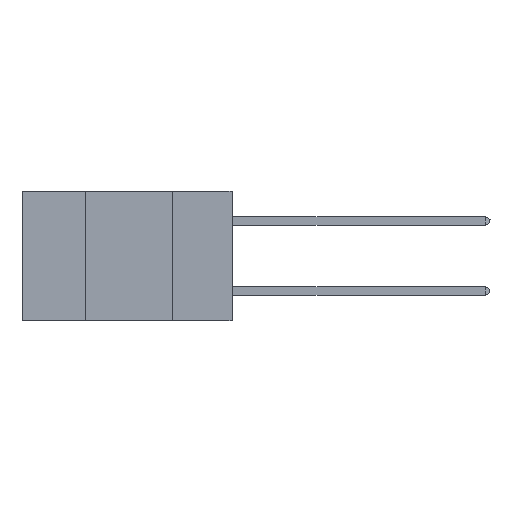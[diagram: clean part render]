
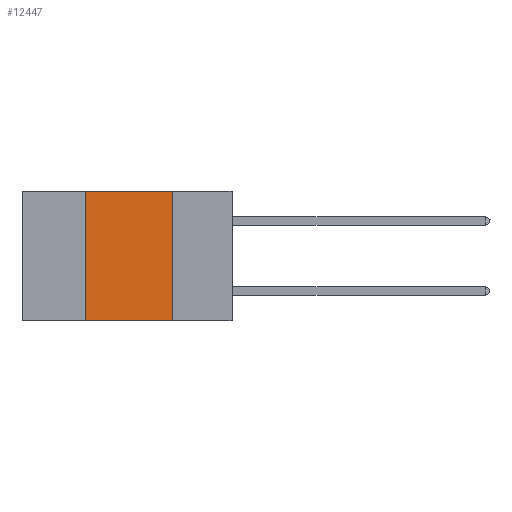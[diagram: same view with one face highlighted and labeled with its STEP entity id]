
A CAD part, left-side view. The second image highlights one B-rep face of the part: STEP entity #12447.
In plain terms, the highlighted planar face has unit normal (-1, 0, 0).
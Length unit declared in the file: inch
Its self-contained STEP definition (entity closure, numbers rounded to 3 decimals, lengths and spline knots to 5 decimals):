
#130 = EDGE_CURVE ( 'NONE', #20345, #18738, #16877, .T. ) ;
#816 = ORIENTED_EDGE ( 'NONE', *, *, #12342, .T. ) ;
#1099 = CARTESIAN_POINT ( 'NONE',  ( 0., 0.6, -0.37 ) ) ;
#1113 = CARTESIAN_POINT ( 'NONE',  ( 0., 0.17, 0. ) ) ;
#2113 = FACE_OUTER_BOUND ( 'NONE', #6285, .T. ) ;
#2388 = VECTOR ( 'NONE', #10993, 39.37008 ) ;
#3161 = CARTESIAN_POINT ( 'NONE',  ( 0., 0.42, 0. ) ) ;
#4198 = VERTEX_POINT ( 'NONE', #9751 ) ;
#4690 = DIRECTION ( 'NONE',  ( 1., 0., 0. ) ) ;
#4751 = ORIENTED_EDGE ( 'NONE', *, *, #15657, .F. ) ;
#4882 = CARTESIAN_POINT ( 'NONE',  ( 0., 0.17, -0.37 ) ) ;
#5899 = CARTESIAN_POINT ( 'NONE',  ( 0., 0.17, 0. ) ) ;
#6099 = AXIS2_PLACEMENT_3D ( 'NONE', #14561, #4690, #16197 ) ;
#6230 = VECTOR ( 'NONE', #6255, 39.37008 ) ;
#6255 = DIRECTION ( 'NONE',  ( 0., -1., 0. ) ) ;
#6285 = EDGE_LOOP ( 'NONE', ( #21147, #17350, #4751, #816 ) ) ;
#9346 = DIRECTION ( 'NONE',  ( 0., 0., -1. ) ) ;
#9538 = LINE ( 'NONE', #17761, #6230 ) ;
#9751 = CARTESIAN_POINT ( 'NONE',  ( 0., 0.42, -0.37 ) ) ;
#10212 = VECTOR ( 'NONE', #19985, 39.37008 ) ;
#10993 = DIRECTION ( 'NONE',  ( 0., -1., 0. ) ) ;
#12342 = EDGE_CURVE ( 'NONE', #4198, #18738, #20349, .T. ) ;
#12447 = ADVANCED_FACE ( 'NONE', ( #2113 ), #14487, .F. ) ;
#13001 = EDGE_CURVE ( 'NONE', #13090, #20345, #9538, .T. ) ;
#13090 = VERTEX_POINT ( 'NONE', #3161 ) ;
#14487 = PLANE ( 'NONE',  #6099 ) ;
#14561 = CARTESIAN_POINT ( 'NONE',  ( 0., 0.6, 0. ) ) ;
#15169 = LINE ( 'NONE', #18369, #10212 ) ;
#15657 = EDGE_CURVE ( 'NONE', #4198, #13090, #15169, .T. ) ;
#16197 = DIRECTION ( 'NONE',  ( 0., 0., -1. ) ) ;
#16360 = VECTOR ( 'NONE', #9346, 39.37008 ) ;
#16877 = LINE ( 'NONE', #1113, #16360 ) ;
#17350 = ORIENTED_EDGE ( 'NONE', *, *, #13001, .F. ) ;
#17761 = CARTESIAN_POINT ( 'NONE',  ( 0., 0.6, 0. ) ) ;
#18369 = CARTESIAN_POINT ( 'NONE',  ( 0., 0.42, 0. ) ) ;
#18738 = VERTEX_POINT ( 'NONE', #4882 ) ;
#19985 = DIRECTION ( 'NONE',  ( 0., 0., 1. ) ) ;
#20345 = VERTEX_POINT ( 'NONE', #5899 ) ;
#20349 = LINE ( 'NONE', #1099, #2388 ) ;
#21147 = ORIENTED_EDGE ( 'NONE', *, *, #130, .F. ) ;
